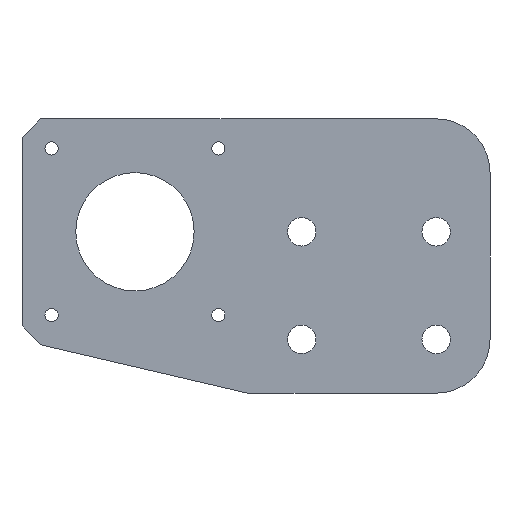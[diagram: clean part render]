
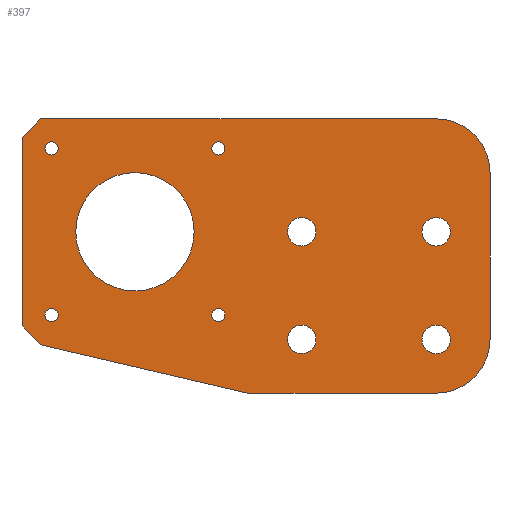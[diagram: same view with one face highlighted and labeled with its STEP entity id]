
A CAD part, front view. The second image highlights one B-rep face of the part: STEP entity #397.
In plain terms, the highlighted planar face has unit normal (0, -1, 0).
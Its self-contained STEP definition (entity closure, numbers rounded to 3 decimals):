
#15=FACE_BOUND('',#65,.T.);
#16=FACE_BOUND('',#66,.T.);
#17=FACE_BOUND('',#67,.T.);
#18=FACE_BOUND('',#68,.T.);
#19=FACE_BOUND('',#69,.T.);
#20=FACE_BOUND('',#70,.T.);
#21=FACE_BOUND('',#71,.T.);
#22=FACE_BOUND('',#72,.T.);
#23=FACE_BOUND('',#73,.T.);
#34=PLANE('',#433);
#44=FACE_OUTER_BOUND('',#64,.T.);
#64=EDGE_LOOP('',(#284,#285,#286,#287,#288,#289,#290,#291,#292));
#65=EDGE_LOOP('',(#293));
#66=EDGE_LOOP('',(#294));
#67=EDGE_LOOP('',(#295));
#68=EDGE_LOOP('',(#296));
#69=EDGE_LOOP('',(#297));
#70=EDGE_LOOP('',(#298));
#71=EDGE_LOOP('',(#299));
#72=EDGE_LOOP('',(#300));
#73=EDGE_LOOP('',(#301));
#102=LINE('',#601,#134);
#105=LINE('',#607,#137);
#106=LINE('',#611,#138);
#107=LINE('',#613,#139);
#108=LINE('',#615,#140);
#109=LINE('',#617,#141);
#110=LINE('',#618,#142);
#134=VECTOR('',#483,10.);
#137=VECTOR('',#488,10.);
#138=VECTOR('',#491,10.);
#139=VECTOR('',#492,10.);
#140=VECTOR('',#493,10.);
#141=VECTOR('',#494,10.);
#142=VECTOR('',#495,10.);
#165=CIRCLE('',#431,10.);
#166=CIRCLE('',#434,10.);
#167=CIRCLE('',#435,2.65);
#168=CIRCLE('',#436,1.23);
#169=CIRCLE('',#437,2.65);
#170=CIRCLE('',#438,1.23);
#171=CIRCLE('',#439,2.65);
#172=CIRCLE('',#440,1.23);
#173=CIRCLE('',#441,11.);
#174=CIRCLE('',#442,1.23);
#175=CIRCLE('',#443,2.65);
#188=VERTEX_POINT('',#594);
#189=VERTEX_POINT('',#596);
#190=VERTEX_POINT('',#600);
#192=VERTEX_POINT('',#606);
#193=VERTEX_POINT('',#608);
#194=VERTEX_POINT('',#610);
#195=VERTEX_POINT('',#612);
#196=VERTEX_POINT('',#614);
#197=VERTEX_POINT('',#616);
#198=VERTEX_POINT('',#619);
#199=VERTEX_POINT('',#621);
#200=VERTEX_POINT('',#623);
#201=VERTEX_POINT('',#625);
#202=VERTEX_POINT('',#627);
#203=VERTEX_POINT('',#629);
#204=VERTEX_POINT('',#631);
#205=VERTEX_POINT('',#633);
#206=VERTEX_POINT('',#635);
#224=EDGE_CURVE('',#188,#189,#165,.T.);
#226=EDGE_CURVE('',#189,#190,#102,.T.);
#229=EDGE_CURVE('',#192,#188,#105,.T.);
#230=EDGE_CURVE('',#193,#192,#166,.T.);
#231=EDGE_CURVE('',#193,#194,#106,.T.);
#232=EDGE_CURVE('',#195,#194,#107,.T.);
#233=EDGE_CURVE('',#195,#196,#108,.T.);
#234=EDGE_CURVE('',#197,#196,#109,.T.);
#235=EDGE_CURVE('',#190,#197,#110,.T.);
#236=EDGE_CURVE('',#198,#198,#167,.T.);
#237=EDGE_CURVE('',#199,#199,#168,.T.);
#238=EDGE_CURVE('',#200,#200,#169,.T.);
#239=EDGE_CURVE('',#201,#201,#170,.T.);
#240=EDGE_CURVE('',#202,#202,#171,.T.);
#241=EDGE_CURVE('',#203,#203,#172,.T.);
#242=EDGE_CURVE('',#204,#204,#173,.T.);
#243=EDGE_CURVE('',#205,#205,#174,.T.);
#244=EDGE_CURVE('',#206,#206,#175,.T.);
#284=ORIENTED_EDGE('',*,*,#224,.F.);
#285=ORIENTED_EDGE('',*,*,#229,.F.);
#286=ORIENTED_EDGE('',*,*,#230,.F.);
#287=ORIENTED_EDGE('',*,*,#231,.T.);
#288=ORIENTED_EDGE('',*,*,#232,.F.);
#289=ORIENTED_EDGE('',*,*,#233,.T.);
#290=ORIENTED_EDGE('',*,*,#234,.F.);
#291=ORIENTED_EDGE('',*,*,#235,.F.);
#292=ORIENTED_EDGE('',*,*,#226,.F.);
#293=ORIENTED_EDGE('',*,*,#236,.F.);
#294=ORIENTED_EDGE('',*,*,#237,.F.);
#295=ORIENTED_EDGE('',*,*,#238,.F.);
#296=ORIENTED_EDGE('',*,*,#239,.F.);
#297=ORIENTED_EDGE('',*,*,#240,.F.);
#298=ORIENTED_EDGE('',*,*,#241,.F.);
#299=ORIENTED_EDGE('',*,*,#242,.F.);
#300=ORIENTED_EDGE('',*,*,#243,.F.);
#301=ORIENTED_EDGE('',*,*,#244,.F.);
#397=ADVANCED_FACE('',(#44,#15,#16,#17,#18,#19,#20,#21,#22,#23),#34,.F.);
#431=AXIS2_PLACEMENT_3D('',#597,#478,#479);
#433=AXIS2_PLACEMENT_3D('',#605,#486,#487);
#434=AXIS2_PLACEMENT_3D('',#609,#489,#490);
#435=AXIS2_PLACEMENT_3D('',#620,#496,#497);
#436=AXIS2_PLACEMENT_3D('',#622,#498,#499);
#437=AXIS2_PLACEMENT_3D('',#624,#500,#501);
#438=AXIS2_PLACEMENT_3D('',#626,#502,#503);
#439=AXIS2_PLACEMENT_3D('',#628,#504,#505);
#440=AXIS2_PLACEMENT_3D('',#630,#506,#507);
#441=AXIS2_PLACEMENT_3D('',#632,#508,#509);
#442=AXIS2_PLACEMENT_3D('',#634,#510,#511);
#443=AXIS2_PLACEMENT_3D('',#636,#512,#513);
#478=DIRECTION('center_axis',(0.,1.,0.));
#479=DIRECTION('ref_axis',(0.707,0.,-0.707));
#483=DIRECTION('',(-1.,0.,0.));
#486=DIRECTION('center_axis',(0.,1.,0.));
#487=DIRECTION('ref_axis',(1.,0.,0.));
#488=DIRECTION('',(0.,0.,-1.));
#489=DIRECTION('center_axis',(0.,1.,0.));
#490=DIRECTION('ref_axis',(0.707,0.,0.707));
#491=DIRECTION('',(-1.,0.,0.));
#492=DIRECTION('',(0.707,0.,0.707));
#493=DIRECTION('',(0.,0.,-1.));
#494=DIRECTION('',(-0.707,0.,0.707));
#495=DIRECTION('',(-0.974,0.,0.228));
#496=DIRECTION('center_axis',(0.,-1.,0.));
#497=DIRECTION('ref_axis',(1.,0.,0.));
#498=DIRECTION('center_axis',(0.,-1.,0.));
#499=DIRECTION('ref_axis',(1.,0.,0.));
#500=DIRECTION('center_axis',(0.,-1.,0.));
#501=DIRECTION('ref_axis',(1.,0.,0.));
#502=DIRECTION('center_axis',(0.,-1.,0.));
#503=DIRECTION('ref_axis',(1.,0.,0.));
#504=DIRECTION('center_axis',(0.,-1.,0.));
#505=DIRECTION('ref_axis',(1.,0.,0.));
#506=DIRECTION('center_axis',(0.,-1.,0.));
#507=DIRECTION('ref_axis',(1.,0.,0.));
#508=DIRECTION('center_axis',(0.,-1.,0.));
#509=DIRECTION('ref_axis',(1.,0.,0.));
#510=DIRECTION('center_axis',(0.,-1.,0.));
#511=DIRECTION('ref_axis',(1.,0.,0.));
#512=DIRECTION('center_axis',(0.,-1.,0.));
#513=DIRECTION('ref_axis',(1.,0.,0.));
#594=CARTESIAN_POINT('',(66.,0.,-20.));
#596=CARTESIAN_POINT('',(56.,0.,-30.));
#597=CARTESIAN_POINT('Origin',(56.,0.,-20.));
#600=CARTESIAN_POINT('',(21.,0.,-30.));
#601=CARTESIAN_POINT('',(66.,0.,-30.));
#605=CARTESIAN_POINT('Origin',(22.5,0.,-4.5));
#606=CARTESIAN_POINT('',(66.,0.,11.));
#607=CARTESIAN_POINT('',(66.,0.,21.));
#608=CARTESIAN_POINT('',(56.,0.,21.));
#609=CARTESIAN_POINT('Origin',(56.,0.,11.));
#610=CARTESIAN_POINT('',(-17.5,0.,21.));
#611=CARTESIAN_POINT('',(21.,0.,21.));
#612=CARTESIAN_POINT('',(-21.,0.,17.5));
#613=CARTESIAN_POINT('',(-21.,0.,17.5));
#614=CARTESIAN_POINT('',(-21.,0.,-17.5));
#615=CARTESIAN_POINT('',(-21.,0.,21.));
#616=CARTESIAN_POINT('',(-17.5,0.,-21.));
#617=CARTESIAN_POINT('',(-17.5,0.,-21.));
#618=CARTESIAN_POINT('',(21.,0.,-30.));
#619=CARTESIAN_POINT('',(53.35,0.,0.));
#620=CARTESIAN_POINT('Origin',(56.,0.,0.));
#621=CARTESIAN_POINT('',(-16.73,0.,15.5));
#622=CARTESIAN_POINT('Origin',(-15.5,0.,15.5));
#623=CARTESIAN_POINT('',(53.35,0.,-20.));
#624=CARTESIAN_POINT('Origin',(56.,0.,-20.));
#625=CARTESIAN_POINT('',(14.271,0.,15.5));
#626=CARTESIAN_POINT('Origin',(15.5,0.,15.5));
#627=CARTESIAN_POINT('',(28.35,0.,-20.));
#628=CARTESIAN_POINT('Origin',(31.,0.,-20.));
#629=CARTESIAN_POINT('',(14.271,0.,-15.5));
#630=CARTESIAN_POINT('Origin',(15.5,0.,-15.5));
#631=CARTESIAN_POINT('',(-11.,0.,0.));
#632=CARTESIAN_POINT('Origin',(0.,0.,0.));
#633=CARTESIAN_POINT('',(-16.73,0.,-15.5));
#634=CARTESIAN_POINT('Origin',(-15.5,0.,-15.5));
#635=CARTESIAN_POINT('',(28.35,0.,0.));
#636=CARTESIAN_POINT('Origin',(31.,0.,0.));
